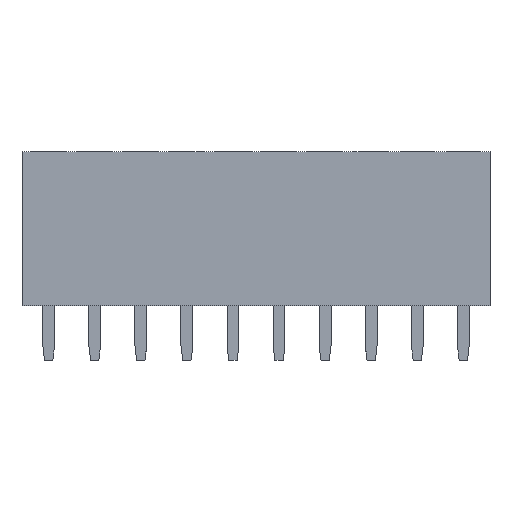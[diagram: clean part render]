
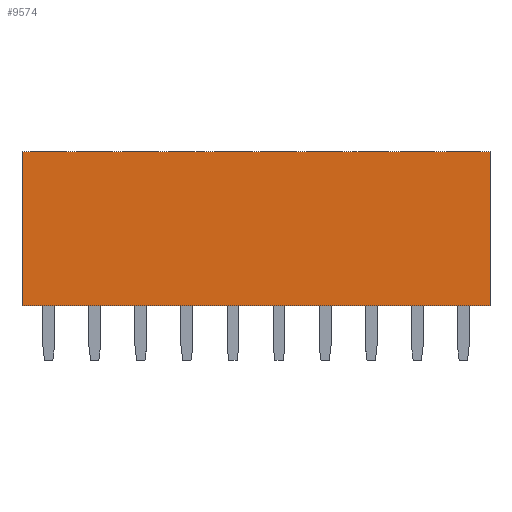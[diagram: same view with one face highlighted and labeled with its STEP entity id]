
A CAD part, top view. The second image highlights one B-rep face of the part: STEP entity #9574.
In plain terms, the highlighted planar face has unit normal (0, 0, 1).
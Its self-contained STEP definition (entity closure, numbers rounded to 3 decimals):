
#582=DIRECTION('',(-1.,0.,0.));
#583=VECTOR('',#582,25.8);
#584=CARTESIAN_POINT('',(24.33,0.,2.52));
#585=LINE('',#584,#583);
#4425=DIRECTION('',(0.,1.,0.));
#4426=VECTOR('',#4425,8.5);
#4427=CARTESIAN_POINT('',(24.33,-8.5,2.52));
#4428=LINE('',#4427,#4426);
#4446=DIRECTION('',(1.,0.,0.));
#4447=VECTOR('',#4446,25.8);
#4448=CARTESIAN_POINT('',(-1.47,-8.5,2.52));
#4449=LINE('',#4448,#4447);
#4460=DIRECTION('',(0.,1.,0.));
#4461=VECTOR('',#4460,8.5);
#4462=CARTESIAN_POINT('',(-1.47,-8.5,2.52));
#4463=LINE('',#4462,#4461);
#5063=CARTESIAN_POINT('',(-1.47,-8.5,2.52));
#5064=CARTESIAN_POINT('',(-1.47,0.,2.52));
#5065=VERTEX_POINT('',#5063);
#5066=VERTEX_POINT('',#5064);
#5079=CARTESIAN_POINT('',(24.33,-8.5,2.52));
#5080=CARTESIAN_POINT('',(24.33,0.,2.52));
#5081=VERTEX_POINT('',#5079);
#5082=VERTEX_POINT('',#5080);
#9561=CARTESIAN_POINT('',(-1.27,0.,2.52));
#9562=DIRECTION('',(0.,0.,1.));
#9563=DIRECTION('',(1.,0.,0.));
#9564=AXIS2_PLACEMENT_3D('',#9561,#9562,#9563);
#9565=PLANE('',#9564);
#9566=ORIENTED_EDGE('',*,*,#5504,.F.);
#9567=ORIENTED_EDGE('',*,*,#9544,.F.);
#9569=ORIENTED_EDGE('',*,*,#9568,.F.);
#9571=ORIENTED_EDGE('',*,*,#9570,.T.);
#9572=EDGE_LOOP('',(#9566,#9567,#9569,#9571));
#9573=FACE_OUTER_BOUND('',#9572,.F.);
#9574=ADVANCED_FACE('',(#9573),#9565,.T.);
#5504=EDGE_CURVE('',#5082,#5066,#585,.T.);
#9544=EDGE_CURVE('',#5081,#5082,#4428,.T.);
#9568=EDGE_CURVE('',#5065,#5081,#4449,.T.);
#9570=EDGE_CURVE('',#5065,#5066,#4463,.T.);
